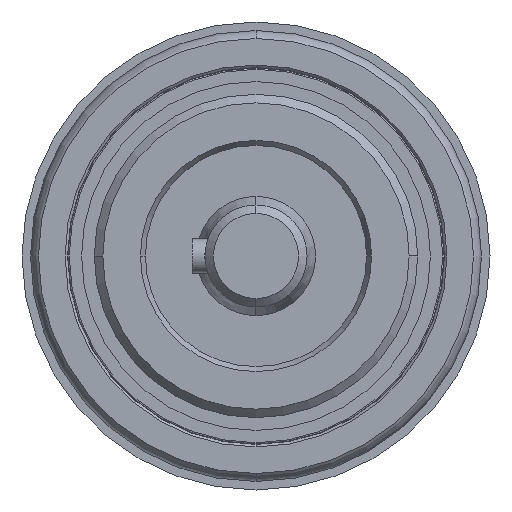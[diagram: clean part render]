
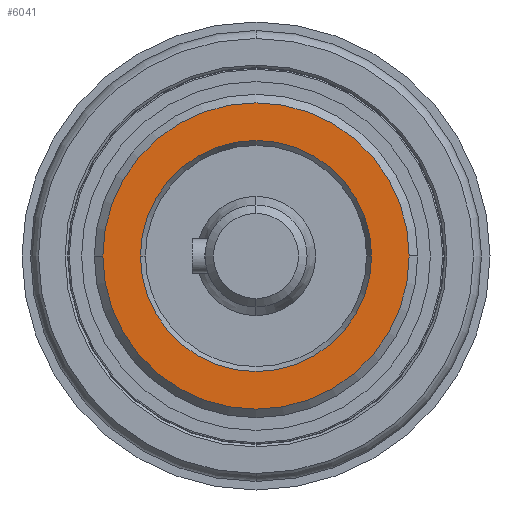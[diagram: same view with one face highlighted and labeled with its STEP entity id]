
A CAD part, left-side view. The second image highlights one B-rep face of the part: STEP entity #6041.
In plain terms, the highlighted planar face has unit normal (-1, 0, 0).
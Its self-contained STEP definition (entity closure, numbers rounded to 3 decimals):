
#1769 = CONICAL_SURFACE('',#1770,13.289,0.524);
#1770 = AXIS2_PLACEMENT_3D('',#1771,#1772,#1773);
#1771 = CARTESIAN_POINT('',(-85.5,0.,0.));
#1772 = DIRECTION('',(-1.,0.,0.));
#1773 = DIRECTION('',(0.,1.,0.));
#1794 = VERTEX_POINT('',#1795);
#1795 = CARTESIAN_POINT('',(-86.,-13.577,0.));
#1809 = CONICAL_SURFACE('',#1810,13.289,0.524);
#1810 = AXIS2_PLACEMENT_3D('',#1811,#1812,#1813);
#1811 = CARTESIAN_POINT('',(-85.5,0.,0.));
#1812 = DIRECTION('',(-1.,0.,0.));
#1813 = DIRECTION('',(0.,1.,0.));
#1821 = EDGE_CURVE('',#1794,#1822,#1824,.T.);
#1822 = VERTEX_POINT('',#1823);
#1823 = CARTESIAN_POINT('',(-86.,13.577,0.));
#1824 = SURFACE_CURVE('',#1825,(#1830,#1837),.PCURVE_S1.);
#1825 = CIRCLE('',#1826,13.577);
#1826 = AXIS2_PLACEMENT_3D('',#1827,#1828,#1829);
#1827 = CARTESIAN_POINT('',(-86.,0.,0.));
#1828 = DIRECTION('',(1.,0.,0.));
#1829 = DIRECTION('',(-0.,1.,0.));
#1830 = PCURVE('',#1769,#1831);
#1831 = DEFINITIONAL_REPRESENTATION('',(#1832),#1836);
#1832 = LINE('',#1833,#1834);
#1833 = CARTESIAN_POINT('',(6.283,0.5));
#1834 = VECTOR('',#1835,1.);
#1835 = DIRECTION('',(-1.,0.));
#1836 = ( GEOMETRIC_REPRESENTATION_CONTEXT(2) 
PARAMETRIC_REPRESENTATION_CONTEXT() REPRESENTATION_CONTEXT('2D SPACE',''
  ) );
#1837 = PCURVE('',#1838,#1843);
#1838 = PLANE('',#1839);
#1839 = AXIS2_PLACEMENT_3D('',#1840,#1841,#1842);
#1840 = CARTESIAN_POINT('',(-86.,16.289,0.));
#1841 = DIRECTION('',(-1.,0.,0.));
#1842 = DIRECTION('',(0.,0.,1.));
#1843 = DEFINITIONAL_REPRESENTATION('',(#1844),#1852);
#1844 = ( BOUNDED_CURVE() B_SPLINE_CURVE(2,(#1845,#1846,#1847,#1848,
#1849,#1850,#1851),.UNSPECIFIED.,.T.,.F.) B_SPLINE_CURVE_WITH_KNOTS((1,2
    ,2,2,2,1),(-2.094,0.,2.094,4.189,
6.283,8.378),.UNSPECIFIED.) CURVE() 
GEOMETRIC_REPRESENTATION_ITEM() RATIONAL_B_SPLINE_CURVE((1.,0.5,1.,0.5,
1.,0.5,1.)) REPRESENTATION_ITEM('') );
#1845 = CARTESIAN_POINT('',(0.,-2.711));
#1846 = CARTESIAN_POINT('',(23.517,-2.711));
#1847 = CARTESIAN_POINT('',(11.758,-23.077));
#1848 = CARTESIAN_POINT('',(0.,-43.443));
#1849 = CARTESIAN_POINT('',(-11.758,-23.077));
#1850 = CARTESIAN_POINT('',(-23.517,-2.711));
#1851 = CARTESIAN_POINT('',(0.,-2.711));
#1852 = ( GEOMETRIC_REPRESENTATION_CONTEXT(2) 
PARAMETRIC_REPRESENTATION_CONTEXT() REPRESENTATION_CONTEXT('2D SPACE',''
  ) );
#3297 = CONICAL_SURFACE('',#3298,18.5,0.785);
#3298 = AXIS2_PLACEMENT_3D('',#3299,#3300,#3301);
#3299 = CARTESIAN_POINT('',(-85.5,0.,0.));
#3300 = DIRECTION('',(1.,0.,0.));
#3301 = DIRECTION('',(0.,-1.,0.));
#3362 = VERTEX_POINT('',#3363);
#3363 = CARTESIAN_POINT('',(-86.,-18.,0.));
#3370 = CONICAL_SURFACE('',#3371,18.5,0.785);
#3371 = AXIS2_PLACEMENT_3D('',#3372,#3373,#3374);
#3372 = CARTESIAN_POINT('',(-85.5,0.,0.));
#3373 = DIRECTION('',(1.,0.,0.));
#3374 = DIRECTION('',(0.,-1.,0.));
#3389 = EDGE_CURVE('',#3362,#3390,#3392,.T.);
#3390 = VERTEX_POINT('',#3391);
#3391 = CARTESIAN_POINT('',(-86.,18.,0.));
#3392 = SURFACE_CURVE('',#3393,(#3398,#3405),.PCURVE_S1.);
#3393 = CIRCLE('',#3394,18.);
#3394 = AXIS2_PLACEMENT_3D('',#3395,#3396,#3397);
#3395 = CARTESIAN_POINT('',(-86.,0.,0.));
#3396 = DIRECTION('',(1.,0.,0.));
#3397 = DIRECTION('',(0.,-1.,0.));
#3398 = PCURVE('',#3370,#3399);
#3399 = DEFINITIONAL_REPRESENTATION('',(#3400),#3404);
#3400 = LINE('',#3401,#3402);
#3401 = CARTESIAN_POINT('',(0.,-0.5));
#3402 = VECTOR('',#3403,1.);
#3403 = DIRECTION('',(1.,0.));
#3404 = ( GEOMETRIC_REPRESENTATION_CONTEXT(2) 
PARAMETRIC_REPRESENTATION_CONTEXT() REPRESENTATION_CONTEXT('2D SPACE',''
  ) );
#3405 = PCURVE('',#1838,#3406);
#3406 = DEFINITIONAL_REPRESENTATION('',(#3407),#3415);
#3407 = ( BOUNDED_CURVE() B_SPLINE_CURVE(2,(#3408,#3409,#3410,#3411,
#3412,#3413,#3414),.UNSPECIFIED.,.T.,.F.) B_SPLINE_CURVE_WITH_KNOTS((1,2
    ,2,2,2,1),(-2.094,0.,2.094,4.189,
6.283,8.378),.UNSPECIFIED.) CURVE() 
GEOMETRIC_REPRESENTATION_ITEM() RATIONAL_B_SPLINE_CURVE((1.,0.5,1.,0.5,
1.,0.5,1.)) REPRESENTATION_ITEM('') );
#3408 = CARTESIAN_POINT('',(0.,-34.289));
#3409 = CARTESIAN_POINT('',(-31.177,-34.289));
#3410 = CARTESIAN_POINT('',(-15.588,-7.289));
#3411 = CARTESIAN_POINT('',(0.,19.711));
#3412 = CARTESIAN_POINT('',(15.588,-7.289));
#3413 = CARTESIAN_POINT('',(31.177,-34.289));
#3414 = CARTESIAN_POINT('',(0.,-34.289));
#3415 = ( GEOMETRIC_REPRESENTATION_CONTEXT(2) 
PARAMETRIC_REPRESENTATION_CONTEXT() REPRESENTATION_CONTEXT('2D SPACE',''
  ) );
#6016 = EDGE_CURVE('',#3390,#3362,#6017,.T.);
#6017 = SURFACE_CURVE('',#6018,(#6023,#6030),.PCURVE_S1.);
#6018 = CIRCLE('',#6019,18.);
#6019 = AXIS2_PLACEMENT_3D('',#6020,#6021,#6022);
#6020 = CARTESIAN_POINT('',(-86.,0.,0.));
#6021 = DIRECTION('',(1.,0.,0.));
#6022 = DIRECTION('',(0.,-1.,0.));
#6023 = PCURVE('',#3297,#6024);
#6024 = DEFINITIONAL_REPRESENTATION('',(#6025),#6029);
#6025 = LINE('',#6026,#6027);
#6026 = CARTESIAN_POINT('',(0.,-0.5));
#6027 = VECTOR('',#6028,1.);
#6028 = DIRECTION('',(1.,0.));
#6029 = ( GEOMETRIC_REPRESENTATION_CONTEXT(2) 
PARAMETRIC_REPRESENTATION_CONTEXT() REPRESENTATION_CONTEXT('2D SPACE',''
  ) );
#6030 = PCURVE('',#1838,#6031);
#6031 = DEFINITIONAL_REPRESENTATION('',(#6032),#6040);
#6032 = ( BOUNDED_CURVE() B_SPLINE_CURVE(2,(#6033,#6034,#6035,#6036,
#6037,#6038,#6039),.UNSPECIFIED.,.T.,.F.) B_SPLINE_CURVE_WITH_KNOTS((1,2
    ,2,2,2,1),(-2.094,0.,2.094,4.189,
6.283,8.378),.UNSPECIFIED.) CURVE() 
GEOMETRIC_REPRESENTATION_ITEM() RATIONAL_B_SPLINE_CURVE((1.,0.5,1.,0.5,
1.,0.5,1.)) REPRESENTATION_ITEM('') );
#6033 = CARTESIAN_POINT('',(0.,-34.289));
#6034 = CARTESIAN_POINT('',(-31.177,-34.289));
#6035 = CARTESIAN_POINT('',(-15.588,-7.289));
#6036 = CARTESIAN_POINT('',(0.,19.711));
#6037 = CARTESIAN_POINT('',(15.588,-7.289));
#6038 = CARTESIAN_POINT('',(31.177,-34.289));
#6039 = CARTESIAN_POINT('',(0.,-34.289));
#6040 = ( GEOMETRIC_REPRESENTATION_CONTEXT(2) 
PARAMETRIC_REPRESENTATION_CONTEXT() REPRESENTATION_CONTEXT('2D SPACE',''
  ) );
#6041 = ADVANCED_FACE('',(#6042,#6046),#1838,.T.);
#6042 = FACE_BOUND('',#6043,.T.);
#6043 = EDGE_LOOP('',(#6044,#6045));
#6044 = ORIENTED_EDGE('',*,*,#6016,.F.);
#6045 = ORIENTED_EDGE('',*,*,#3389,.F.);
#6046 = FACE_BOUND('',#6047,.T.);
#6047 = EDGE_LOOP('',(#6048,#6074));
#6048 = ORIENTED_EDGE('',*,*,#6049,.T.);
#6049 = EDGE_CURVE('',#1822,#1794,#6050,.T.);
#6050 = SURFACE_CURVE('',#6051,(#6056,#6067),.PCURVE_S1.);
#6051 = CIRCLE('',#6052,13.577);
#6052 = AXIS2_PLACEMENT_3D('',#6053,#6054,#6055);
#6053 = CARTESIAN_POINT('',(-86.,0.,0.));
#6054 = DIRECTION('',(1.,0.,0.));
#6055 = DIRECTION('',(-0.,1.,0.));
#6056 = PCURVE('',#1838,#6057);
#6057 = DEFINITIONAL_REPRESENTATION('',(#6058),#6066);
#6058 = ( BOUNDED_CURVE() B_SPLINE_CURVE(2,(#6059,#6060,#6061,#6062,
#6063,#6064,#6065),.UNSPECIFIED.,.T.,.F.) B_SPLINE_CURVE_WITH_KNOTS((1,2
    ,2,2,2,1),(-2.094,0.,2.094,4.189,
6.283,8.378),.UNSPECIFIED.) CURVE() 
GEOMETRIC_REPRESENTATION_ITEM() RATIONAL_B_SPLINE_CURVE((1.,0.5,1.,0.5,
1.,0.5,1.)) REPRESENTATION_ITEM('') );
#6059 = CARTESIAN_POINT('',(0.,-2.711));
#6060 = CARTESIAN_POINT('',(23.517,-2.711));
#6061 = CARTESIAN_POINT('',(11.758,-23.077));
#6062 = CARTESIAN_POINT('',(0.,-43.443));
#6063 = CARTESIAN_POINT('',(-11.758,-23.077));
#6064 = CARTESIAN_POINT('',(-23.517,-2.711));
#6065 = CARTESIAN_POINT('',(0.,-2.711));
#6066 = ( GEOMETRIC_REPRESENTATION_CONTEXT(2) 
PARAMETRIC_REPRESENTATION_CONTEXT() REPRESENTATION_CONTEXT('2D SPACE',''
  ) );
#6067 = PCURVE('',#1809,#6068);
#6068 = DEFINITIONAL_REPRESENTATION('',(#6069),#6073);
#6069 = LINE('',#6070,#6071);
#6070 = CARTESIAN_POINT('',(6.283,0.5));
#6071 = VECTOR('',#6072,1.);
#6072 = DIRECTION('',(-1.,0.));
#6073 = ( GEOMETRIC_REPRESENTATION_CONTEXT(2) 
PARAMETRIC_REPRESENTATION_CONTEXT() REPRESENTATION_CONTEXT('2D SPACE',''
  ) );
#6074 = ORIENTED_EDGE('',*,*,#1821,.T.);
